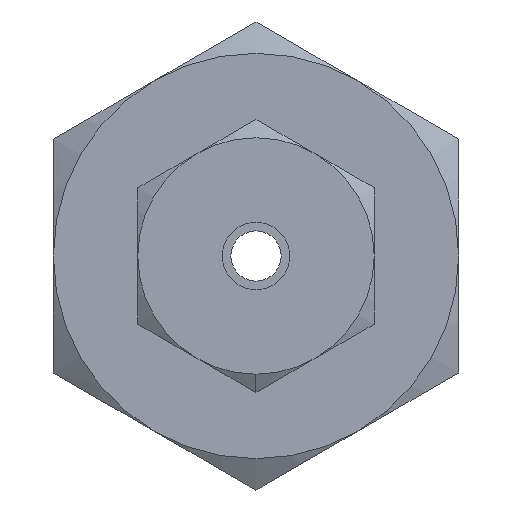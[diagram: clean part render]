
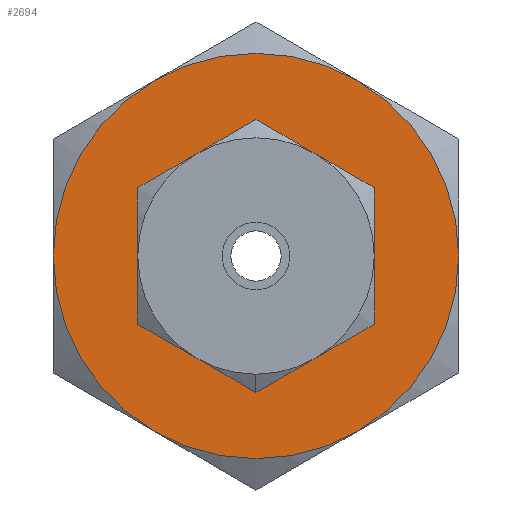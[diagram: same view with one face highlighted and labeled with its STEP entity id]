
A CAD part, left-side view. The second image highlights one B-rep face of the part: STEP entity #2694.
In plain terms, the highlighted planar face has unit normal (-1, 0, 0).
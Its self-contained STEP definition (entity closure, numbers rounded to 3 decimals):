
#87 = DIRECTION ( 'NONE',  ( 1., 0., 0. ) ) ;
#88 = AXIS2_PLACEMENT_3D ( 'NONE', #92, #87, #289 ) ;
#92 = CARTESIAN_POINT ( 'NONE',  ( 15.24, 0., 0. ) ) ;
#93 = CIRCLE ( 'NONE', #88, 3.572 ) ;
#270 = AXIS2_PLACEMENT_3D ( 'NONE', #393, #305, #304 ) ;
#289 = DIRECTION ( 'NONE',  ( 0., 0., -1. ) ) ;
#303 = CIRCLE ( 'NONE', #270, 9.525 ) ;
#304 = DIRECTION ( 'NONE',  ( 0., 0., -1. ) ) ;
#305 = DIRECTION ( 'NONE',  ( -1., 0., 0. ) ) ;
#393 = CARTESIAN_POINT ( 'NONE',  ( 15.24, 0., 0. ) ) ;
#399 = CARTESIAN_POINT ( 'NONE',  ( 15.24, 0., -3.572 ) ) ;
#403 = CARTESIAN_POINT ( 'NONE',  ( 15.24, 0., 3.572 ) ) ;
#406 = DIRECTION ( 'NONE',  ( 0., 0., -1. ) ) ;
#407 = DIRECTION ( 'NONE',  ( 1., 0., 0. ) ) ;
#414 = CARTESIAN_POINT ( 'NONE',  ( 15.24, 0., 0. ) ) ;
#417 = CIRCLE ( 'NONE', #419, 3.572 ) ;
#419 = AXIS2_PLACEMENT_3D ( 'NONE', #414, #407, #406 ) ;
#1653 = CARTESIAN_POINT ( 'NONE',  ( 15.24, 4.763, 8.249 ) ) ;
#1986 = AXIS2_PLACEMENT_3D ( 'NONE', #2028, #2026, #2025 ) ;
#1987 = DIRECTION ( 'NONE',  ( 0., 1., 0. ) ) ;
#1988 = DIRECTION ( 'NONE',  ( -1., 0., 0. ) ) ;
#1989 = AXIS2_PLACEMENT_3D ( 'NONE', #1992, #1988, #1987 ) ;
#1992 = CARTESIAN_POINT ( 'NONE',  ( 15.24, 0., 0. ) ) ;
#1993 = CIRCLE ( 'NONE', #1986, 9.525 ) ;
#1996 = DIRECTION ( 'NONE',  ( 0., 0., -1. ) ) ;
#1997 = DIRECTION ( 'NONE',  ( -1., 0., 0. ) ) ;
#1998 = CARTESIAN_POINT ( 'NONE',  ( 15.24, 0., 0. ) ) ;
#1999 = AXIS2_PLACEMENT_3D ( 'NONE', #1998, #1997, #1996 ) ;
#2002 = CIRCLE ( 'NONE', #1989, 9.525 ) ;
#2004 = CIRCLE ( 'NONE', #1999, 9.525 ) ;
#2025 = DIRECTION ( 'NONE',  ( 0., 0., -1. ) ) ;
#2026 = DIRECTION ( 'NONE',  ( -1., 0., 0. ) ) ;
#2028 = CARTESIAN_POINT ( 'NONE',  ( 15.24, 0., 0. ) ) ;
#2037 = CARTESIAN_POINT ( 'NONE',  ( 15.24, -9.525, 0. ) ) ;
#2049 = CARTESIAN_POINT ( 'NONE',  ( 15.24, -4.763, 8.249 ) ) ;
#2085 = CARTESIAN_POINT ( 'NONE',  ( 15.24, -4.763, -8.249 ) ) ;
#2684 = ORIENTED_EDGE ( 'NONE', *, *, #2807, .T. ) ;
#2685 = EDGE_LOOP ( 'NONE', ( #2687, #2696, #2691, #2695, #2690, #2697 ) ) ;
#2687 = ORIENTED_EDGE ( 'NONE', *, *, #2706, .T. ) ;
#2689 = ORIENTED_EDGE ( 'NONE', *, *, #2856, .T. ) ;
#2690 = ORIENTED_EDGE ( 'NONE', *, *, #2700, .T. ) ;
#2691 = ORIENTED_EDGE ( 'NONE', *, *, #2854, .T. ) ;
#2692 = EDGE_LOOP ( 'NONE', ( #2684, #2689 ) ) ;
#2694 = ADVANCED_FACE ( 'NONE', ( #5410, #5404 ), #5408, .T. ) ;
#2695 = ORIENTED_EDGE ( 'NONE', *, *, #2863, .T. ) ;
#2696 = ORIENTED_EDGE ( 'NONE', *, *, #2860, .T. ) ;
#2697 = ORIENTED_EDGE ( 'NONE', *, *, #2877, .T. ) ;
#2700 = EDGE_CURVE ( 'NONE', #2900, #2901, #5398, .T. ) ;
#2706 = EDGE_CURVE ( 'NONE', #2914, #2849, #5417, .T. ) ;
#2807 = EDGE_CURVE ( 'NONE', #2814, #2811, #417, .T. ) ;
#2811 = VERTEX_POINT ( 'NONE', #403 ) ;
#2814 = VERTEX_POINT ( 'NONE', #399 ) ;
#2849 = VERTEX_POINT ( 'NONE', #1653 ) ;
#2854 = EDGE_CURVE ( 'NONE', #3095, #3087, #303, .T. ) ;
#2856 = EDGE_CURVE ( 'NONE', #2811, #2814, #93, .T. ) ;
#2860 = EDGE_CURVE ( 'NONE', #2849, #3095, #2004, .T. ) ;
#2863 = EDGE_CURVE ( 'NONE', #3087, #2900, #2002, .T. ) ;
#2877 = EDGE_CURVE ( 'NONE', #2901, #2914, #1993, .T. ) ;
#2900 = VERTEX_POINT ( 'NONE', #2085 ) ;
#2901 = VERTEX_POINT ( 'NONE', #2037 ) ;
#2914 = VERTEX_POINT ( 'NONE', #2049 ) ;
#3087 = VERTEX_POINT ( 'NONE', #3751 ) ;
#3095 = VERTEX_POINT ( 'NONE', #3769 ) ;
#3751 = CARTESIAN_POINT ( 'NONE',  ( 15.24, 4.763, -8.249 ) ) ;
#3769 = CARTESIAN_POINT ( 'NONE',  ( 15.24, 9.525, 0. ) ) ;
#5394 = DIRECTION ( 'NONE',  ( 0., 0., -1. ) ) ;
#5395 = DIRECTION ( 'NONE',  ( -1., 0., 0. ) ) ;
#5396 = CARTESIAN_POINT ( 'NONE',  ( 15.24, 0., 0. ) ) ;
#5397 = AXIS2_PLACEMENT_3D ( 'NONE', #5396, #5395, #5394 ) ;
#5398 = CIRCLE ( 'NONE', #5397, 9.525 ) ;
#5399 = DIRECTION ( 'NONE',  ( 0., 0., 1. ) ) ;
#5400 = DIRECTION ( 'NONE',  ( -1., 0., 0. ) ) ;
#5402 = AXIS2_PLACEMENT_3D ( 'NONE', #5406, #5400, #5399 ) ;
#5404 = FACE_BOUND ( 'NONE', #2692, .T. ) ;
#5406 = CARTESIAN_POINT ( 'NONE',  ( 15.24, 0., -5.499 ) ) ;
#5408 = PLANE ( 'NONE',  #5402 ) ;
#5410 = FACE_OUTER_BOUND ( 'NONE', #2685, .T. ) ;
#5417 = CIRCLE ( 'NONE', #5503, 9.525 ) ;
#5500 = DIRECTION ( 'NONE',  ( 0., 1., 0. ) ) ;
#5501 = DIRECTION ( 'NONE',  ( -1., 0., 0. ) ) ;
#5502 = CARTESIAN_POINT ( 'NONE',  ( 15.24, 0., 0. ) ) ;
#5503 = AXIS2_PLACEMENT_3D ( 'NONE', #5502, #5501, #5500 ) ;
